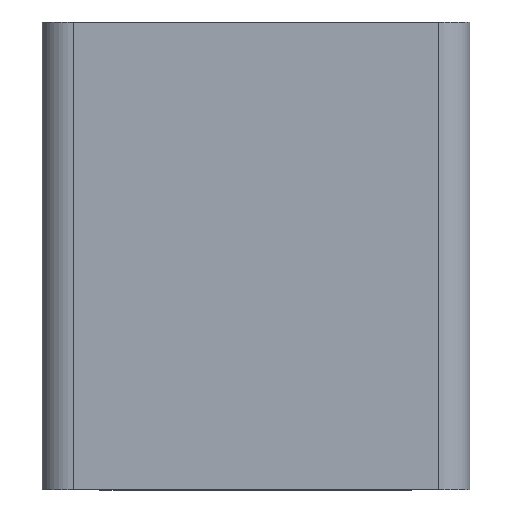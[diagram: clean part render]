
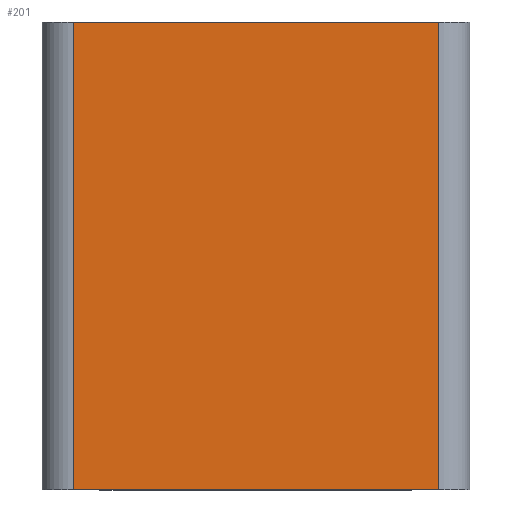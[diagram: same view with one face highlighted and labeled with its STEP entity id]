
A CAD part, top view. The second image highlights one B-rep face of the part: STEP entity #201.
In plain terms, the highlighted planar face has unit normal (0, 0, 1).
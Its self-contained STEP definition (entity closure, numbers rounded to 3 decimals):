
#19=PLANE('',#234);
#29=FACE_OUTER_BOUND('',#40,.T.);
#40=EDGE_LOOP('',(#160,#161,#162,#163));
#57=LINE('',#341,#74);
#58=LINE('',#344,#75);
#59=LINE('',#346,#76);
#60=LINE('',#347,#77);
#74=VECTOR('',#281,10.);
#75=VECTOR('',#284,10.);
#76=VECTOR('',#285,10.);
#77=VECTOR('',#286,10.);
#103=VERTEX_POINT('',#337);
#104=VERTEX_POINT('',#339);
#105=VERTEX_POINT('',#343);
#106=VERTEX_POINT('',#345);
#127=EDGE_CURVE('',#103,#104,#57,.T.);
#128=EDGE_CURVE('',#103,#105,#58,.T.);
#129=EDGE_CURVE('',#106,#104,#59,.T.);
#130=EDGE_CURVE('',#105,#106,#60,.T.);
#160=ORIENTED_EDGE('',*,*,#128,.F.);
#161=ORIENTED_EDGE('',*,*,#127,.T.);
#162=ORIENTED_EDGE('',*,*,#129,.F.);
#163=ORIENTED_EDGE('',*,*,#130,.F.);
#201=ADVANCED_FACE('',(#29),#19,.T.);
#234=AXIS2_PLACEMENT_3D('',#342,#282,#283);
#281=DIRECTION('',(0.,1.,0.));
#282=DIRECTION('center_axis',(0.,0.,1.));
#283=DIRECTION('ref_axis',(1.,0.,0.));
#284=DIRECTION('',(-1.,0.,0.));
#285=DIRECTION('',(1.,0.,0.));
#286=DIRECTION('',(0.,1.,0.));
#337=CARTESIAN_POINT('',(-9.02,0.,87.008));
#339=CARTESIAN_POINT('',(-9.02,30.,87.008));
#341=CARTESIAN_POINT('',(-9.02,0.,87.008));
#342=CARTESIAN_POINT('Origin',(-32.467,0.,87.008));
#343=CARTESIAN_POINT('',(-32.467,0.,87.008));
#344=CARTESIAN_POINT('',(-9.02,0.,87.008));
#345=CARTESIAN_POINT('',(-32.467,30.,87.008));
#346=CARTESIAN_POINT('',(-9.02,30.,87.008));
#347=CARTESIAN_POINT('',(-32.467,0.,87.008));
